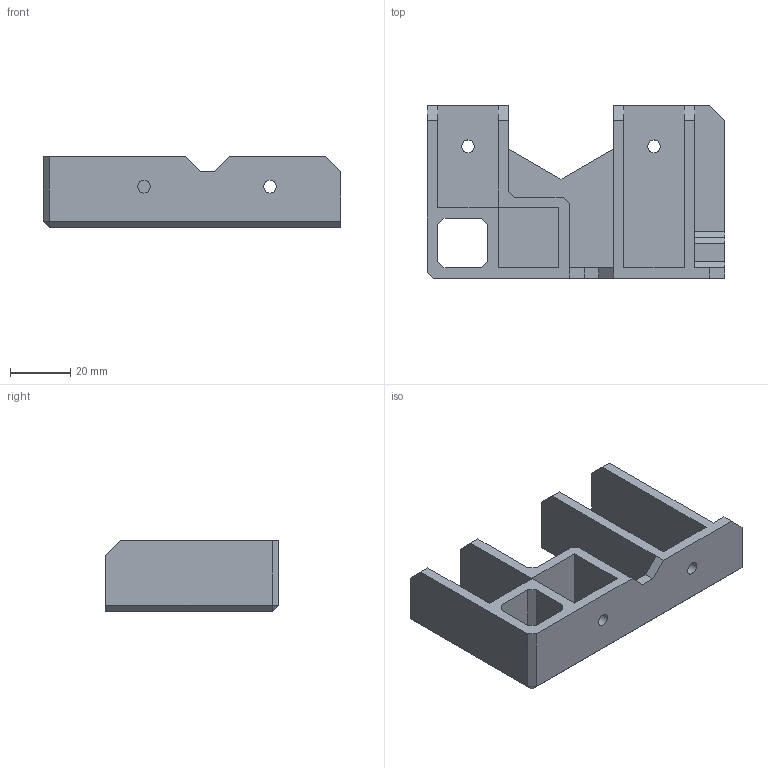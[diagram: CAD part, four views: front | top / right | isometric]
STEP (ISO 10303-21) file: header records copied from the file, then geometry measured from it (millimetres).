
FILE_DESCRIPTION(('FreeCAD Model'),'2;1');
FILE_NAME('y-foot-L-x2.step','2021-05-01T10:26:14',( 'Author'),(''),'Open CASCADE STEP processor 7.3','FreeCAD','Unknown' );
FILE_SCHEMA(('AUTOMOTIVE_DESIGN { 1 0 10303 214 1 1 1 1 }'));
Length unit declared in the file: millimetre
Products named in the file (1): foot-L
Bounding box: 99 x 57.5 x 23.5 mm (x, y, z)
Volume: 42448.1 mm3; surface area: 25176.2 mm2
Topology: 1 solids, 1 shells, 64 faces, 179 edges, 117 vertices
Faces by surface type: plane 60, cylinder 4
Full cylindrical faces by diameter (mm): 4.2 x4
Entity records: 4784 total; most frequent: CARTESIAN_POINT 794, DIRECTION 620, LINE 470, VECTOR 470, ORIENTED_EDGE 358, PCURVE 358, DEFINITIONAL_REPRESENTATION 358, EDGE_CURVE 179
